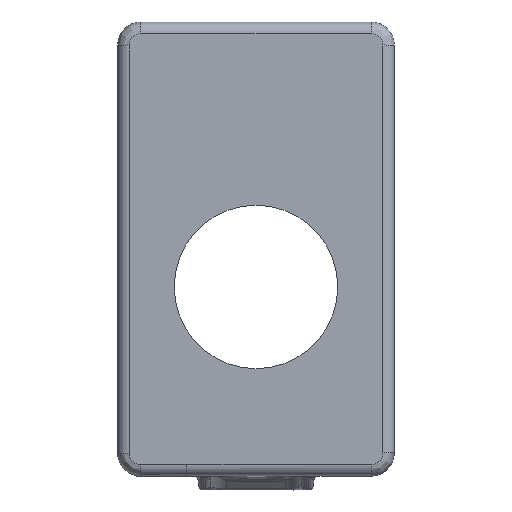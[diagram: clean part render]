
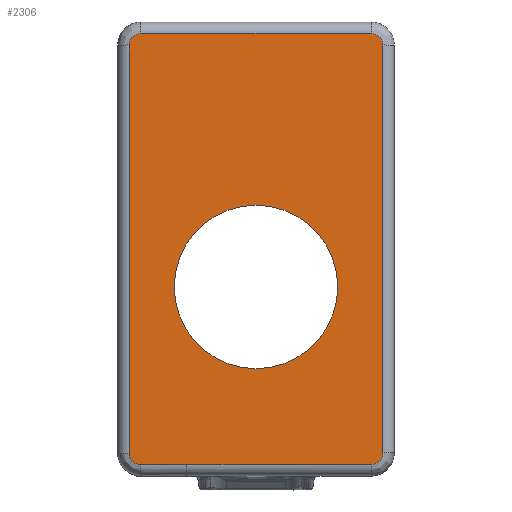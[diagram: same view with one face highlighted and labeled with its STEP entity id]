
A CAD part, top view. The second image highlights one B-rep face of the part: STEP entity #2306.
In plain terms, the highlighted planar face has unit normal (0, 0, 1).
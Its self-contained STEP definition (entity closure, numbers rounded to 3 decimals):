
#560=CARTESIAN_POINT('',(45.,-29.,34.1));
#561=DIRECTION('',(0.,0.,-1.));
#562=DIRECTION('',(1.,0.,0.));
#563=AXIS2_PLACEMENT_3D('',#560,#561,#562);
#565=CARTESIAN_POINT('',(45.,-29.,34.1));
#566=DIRECTION('',(0.,0.,-1.));
#567=DIRECTION('',(-1.,0.,0.));
#568=AXIS2_PLACEMENT_3D('',#565,#566,#567);
#570=DIRECTION('',(-1.,-0.003,0.));
#571=VECTOR('',#570,20.075);
#572=CARTESIAN_POINT('',(14.992,-106.1,34.1));
#573=LINE('',#572,#571);
#574=CARTESIAN_POINT('',(-5.1,-101.167,34.1));
#575=DIRECTION('',(0.,0.,-1.));
#576=DIRECTION('',(0.003,-1.,0.));
#577=AXIS2_PLACEMENT_3D('',#574,#575,#576);
#579=DIRECTION('',(0.,1.,0.));
#580=VECTOR('',#579,177.267);
#581=CARTESIAN_POINT('',(-10.1,-101.167,34.1));
#582=LINE('',#581,#580);
#583=CARTESIAN_POINT('',(-5.1,76.1,34.1));
#584=DIRECTION('',(0.,0.,-1.));
#585=DIRECTION('',(-1.,0.,0.));
#586=AXIS2_PLACEMENT_3D('',#583,#584,#585);
#588=DIRECTION('',(1.,0.,0.));
#589=VECTOR('',#588,100.2);
#590=CARTESIAN_POINT('',(-5.1,81.1,34.1));
#591=LINE('',#590,#589);
#592=CARTESIAN_POINT('',(95.1,76.1,34.1));
#593=DIRECTION('',(0.,0.,-1.));
#594=DIRECTION('',(0.,1.,0.));
#595=AXIS2_PLACEMENT_3D('',#592,#593,#594);
#597=DIRECTION('',(0.,-1.,0.));
#598=VECTOR('',#597,177.2);
#599=CARTESIAN_POINT('',(100.1,76.1,34.1));
#600=LINE('',#599,#598);
#601=CARTESIAN_POINT('',(95.1,-101.1,34.1));
#602=DIRECTION('',(0.,0.,-1.));
#603=DIRECTION('',(1.,0.,0.));
#604=AXIS2_PLACEMENT_3D('',#601,#602,#603);
#606=DIRECTION('',(-1.,0.,0.));
#607=VECTOR('',#606,80.108);
#608=CARTESIAN_POINT('',(95.1,-106.1,34.1));
#609=LINE('',#608,#607);
#1534=CARTESIAN_POINT('',(80.5,-29.,34.1));
#1535=CARTESIAN_POINT('',(9.5,-29.,34.1));
#1536=VERTEX_POINT('',#1534);
#1537=VERTEX_POINT('',#1535);
#1566=CARTESIAN_POINT('',(14.992,-106.1,34.1));
#1567=CARTESIAN_POINT('',(-5.083,-106.167,34.1));
#1568=VERTEX_POINT('',#1566);
#1569=VERTEX_POINT('',#1567);
#1572=CARTESIAN_POINT('',(-10.1,-101.167,34.1));
#1573=VERTEX_POINT('',#1572);
#1576=CARTESIAN_POINT('',(-10.1,76.1,34.1));
#1577=VERTEX_POINT('',#1576);
#1580=CARTESIAN_POINT('',(-5.1,81.1,34.1));
#1581=VERTEX_POINT('',#1580);
#1584=CARTESIAN_POINT('',(95.1,81.1,34.1));
#1585=VERTEX_POINT('',#1584);
#1588=CARTESIAN_POINT('',(100.1,76.1,34.1));
#1589=VERTEX_POINT('',#1588);
#1592=CARTESIAN_POINT('',(100.1,-101.1,34.1));
#1593=VERTEX_POINT('',#1592);
#1596=CARTESIAN_POINT('',(95.1,-106.1,34.1));
#1597=VERTEX_POINT('',#1596);
#2276=CARTESIAN_POINT('',(0.,0.,34.1));
#2277=DIRECTION('',(0.,0.,1.));
#2278=DIRECTION('',(1.,0.,0.));
#2279=AXIS2_PLACEMENT_3D('',#2276,#2277,#2278);
#2280=PLANE('',#2279);
#2282=ORIENTED_EDGE('',*,*,#2281,.T.);
#2284=ORIENTED_EDGE('',*,*,#2283,.T.);
#2286=ORIENTED_EDGE('',*,*,#2285,.T.);
#2288=ORIENTED_EDGE('',*,*,#2287,.T.);
#2290=ORIENTED_EDGE('',*,*,#2289,.T.);
#2292=ORIENTED_EDGE('',*,*,#2291,.T.);
#2294=ORIENTED_EDGE('',*,*,#2293,.T.);
#2296=ORIENTED_EDGE('',*,*,#2295,.T.);
#2298=ORIENTED_EDGE('',*,*,#2297,.T.);
#2299=EDGE_LOOP('',(#2282,#2284,#2286,#2288,#2290,#2292,#2294,#2296,#2298));
#2300=FACE_OUTER_BOUND('',#2299,.F.);
#2301=ORIENTED_EDGE('',*,*,#2266,.F.);
#2303=ORIENTED_EDGE('',*,*,#2302,.F.);
#2304=EDGE_LOOP('',(#2301,#2303));
#2305=FACE_BOUND('',#2304,.F.);
#2306=ADVANCED_FACE('',(#2300,#2305),#2280,.T.);
#564=CIRCLE('',#563,35.5);
#569=CIRCLE('',#568,35.5);
#578=CIRCLE('',#577,5.);
#587=CIRCLE('',#586,5.);
#596=CIRCLE('',#595,5.);
#605=CIRCLE('',#604,5.);
#2266=EDGE_CURVE('',#1536,#1537,#564,.T.);
#2281=EDGE_CURVE('',#1568,#1569,#573,.T.);
#2283=EDGE_CURVE('',#1569,#1573,#578,.T.);
#2285=EDGE_CURVE('',#1573,#1577,#582,.T.);
#2287=EDGE_CURVE('',#1577,#1581,#587,.T.);
#2289=EDGE_CURVE('',#1581,#1585,#591,.T.);
#2291=EDGE_CURVE('',#1585,#1589,#596,.T.);
#2293=EDGE_CURVE('',#1589,#1593,#600,.T.);
#2295=EDGE_CURVE('',#1593,#1597,#605,.T.);
#2297=EDGE_CURVE('',#1597,#1568,#609,.T.);
#2302=EDGE_CURVE('',#1537,#1536,#569,.T.);
